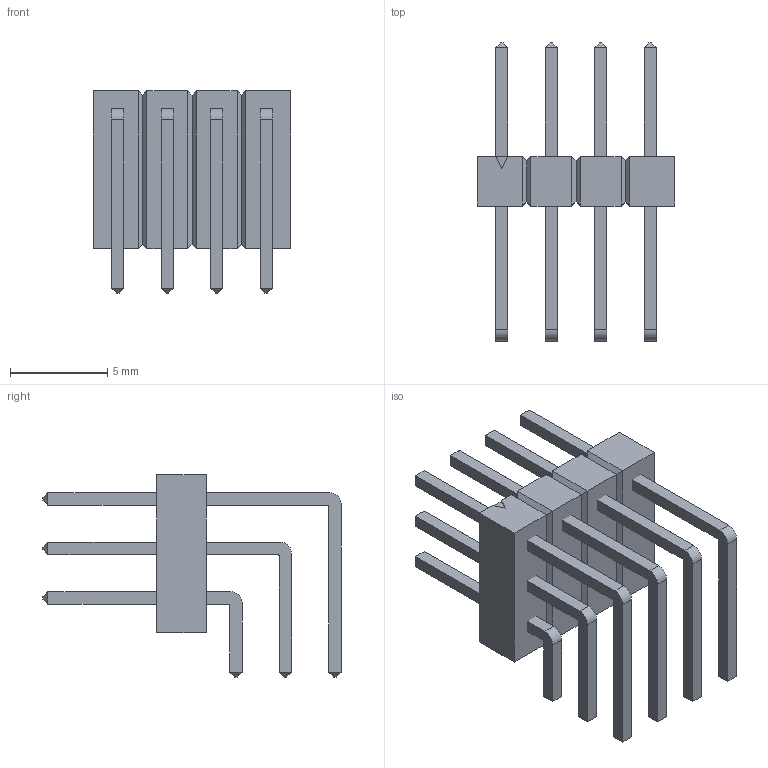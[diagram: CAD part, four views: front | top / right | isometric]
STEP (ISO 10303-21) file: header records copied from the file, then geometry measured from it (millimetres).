
FILE_DESCRIPTION(('FreeCAD Model'),'2;1');
FILE_NAME('2298199.1.1.stp','2020-04-11T00:12:29',( 'Author'),(''),'Open CASCADE STEP processor 6.9','FreeCAD','Unknown' );
FILE_SCHEMA(('AUTOMOTIVE_DESIGN { 1 0 10303 214 1 1 1 1 }'));
Length unit declared in the file: millimetre
Products named in the file (5): ASSEMBLY; Body; LeadsArray
Assembly tree (4 placements, depth 2):
  ASSEMBLY
    Body
    LeadsArray
    LeadsArray
    LeadsArray
Bounding box: 10.16 x 15.3 x 10.39 mm (x, y, z)
Volume: 297.5 mm3; surface area: 847 mm2
Topology: 13 solids, 13 shells, 261 faces, 573 edges, 338 vertices
Faces by surface type: plane 237, cylinder 24
Entity records: 14533 total; most frequent: CARTESIAN_POINT 2515, DIRECTION 2227, LINE 1575, VECTOR 1575, ORIENTED_EDGE 1146, PCURVE 1146, DEFINITIONAL_REPRESENTATION 1146, EDGE_CURVE 573
